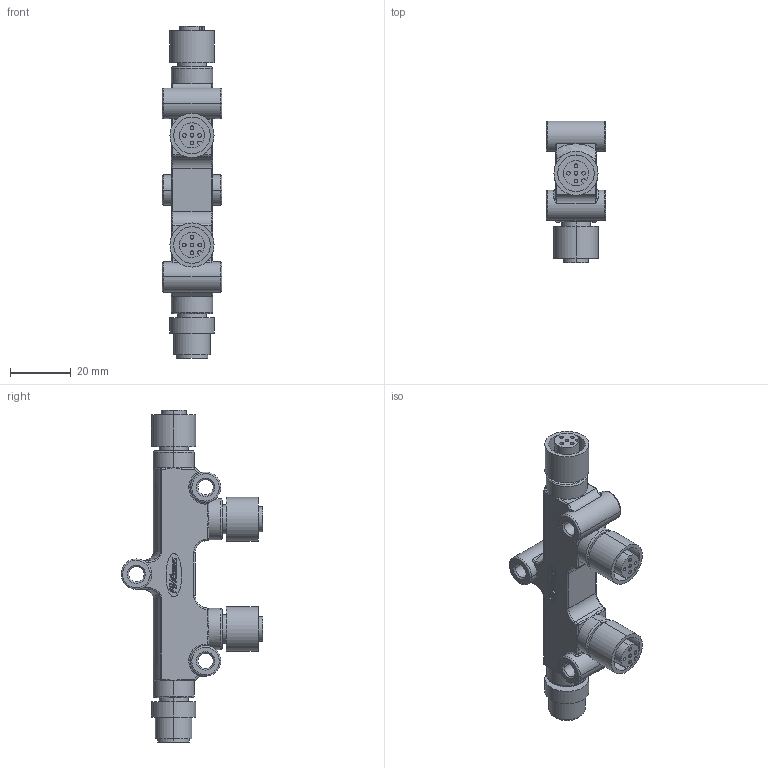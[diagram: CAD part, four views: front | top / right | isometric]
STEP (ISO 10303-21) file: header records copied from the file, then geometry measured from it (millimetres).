
FILE_DESCRIPTION (( 'STEP AP203' ), '1' );
FILE_NAME ('P271~272.STEP', '2020-03-31T07:00:30', ( 'edpusr' ), ( 'Microsoft' ), 'SwSTEP 2.0', 'SolidWorks 2015', '' );
FILE_SCHEMA (( 'CONFIG_CONTROL_DESIGN' ));
Length unit declared in the file: millimetre
Products named in the file (1): P271~272
Bounding box: 19.5 x 46.5 x 109 mm (x, y, z)
Volume: 25802.3 mm3; surface area: 13180 mm2
Topology: 2 solids, 2 shells, 579 faces, 1456 edges, 888 vertices
Faces by surface type: cylinder 250, plane 220, bspline 95, cone 12, torus 2
Entity records: 19389 total; most frequent: CARTESIAN_POINT 5937, DIRECTION 2808, ORIENTED_EDGE 2800, EDGE_CURVE 1400, AXIS2_PLACEMENT_3D 1055, VERTEX_POINT 888, VECTOR 698, LINE 698
